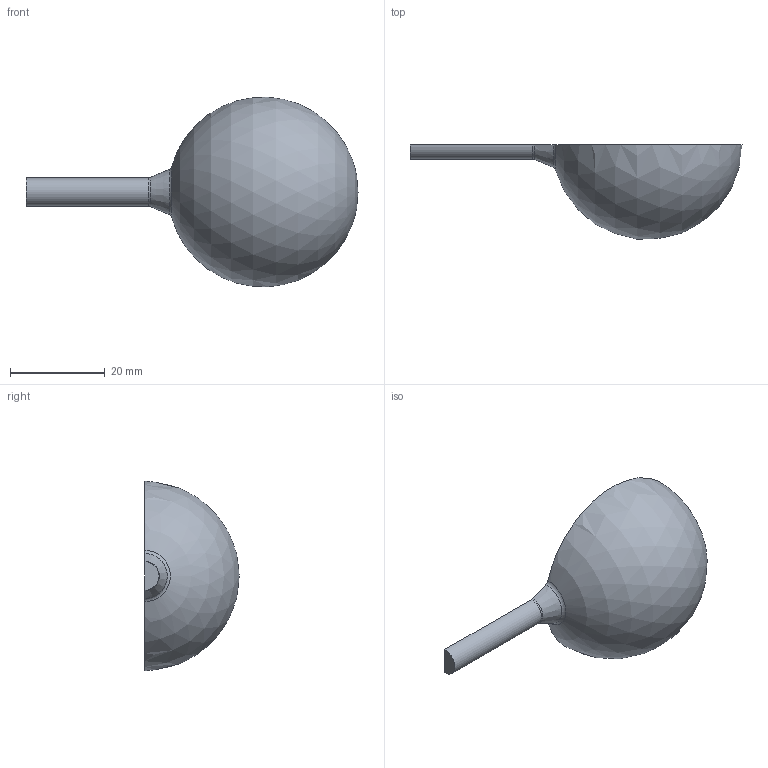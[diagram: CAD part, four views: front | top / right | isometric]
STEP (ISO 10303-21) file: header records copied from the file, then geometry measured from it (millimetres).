
FILE_DESCRIPTION( ( '' ), ' ' );
FILE_NAME( '5aa29a0a41d49b0fc85e7ad9.step', '2018-03-09T14:28:28', ( '' ), ( '' ), ' ', ' ', ' ' );
FILE_SCHEMA( ( 'AUTOMOTIVE_DESIGN { 1 0 10303 214 1 1 1 1 }' ) );
Length unit declared in the file: metre
Products named in the file (1): Hemisphere
Bounding box: 70 x 19.89 x 39.95 mm (x, y, z)
Volume: 5013 mm3; surface area: 5258.1 mm2
Topology: 1 solids, 1 shells, 8 faces, 22 edges, 14 vertices
Faces by surface type: torus 2, sphere 2, plane 2, cone 1, cylinder 1
Entity records: 299 total; most frequent: DIRECTION 45, CARTESIAN_POINT 36, ORIENTED_EDGE 32, AXIS2_PLACEMENT_3D 20, EDGE_CURVE 16, VERTEX_POINT 11, CIRCLE 11, EDGE_LOOP 9
